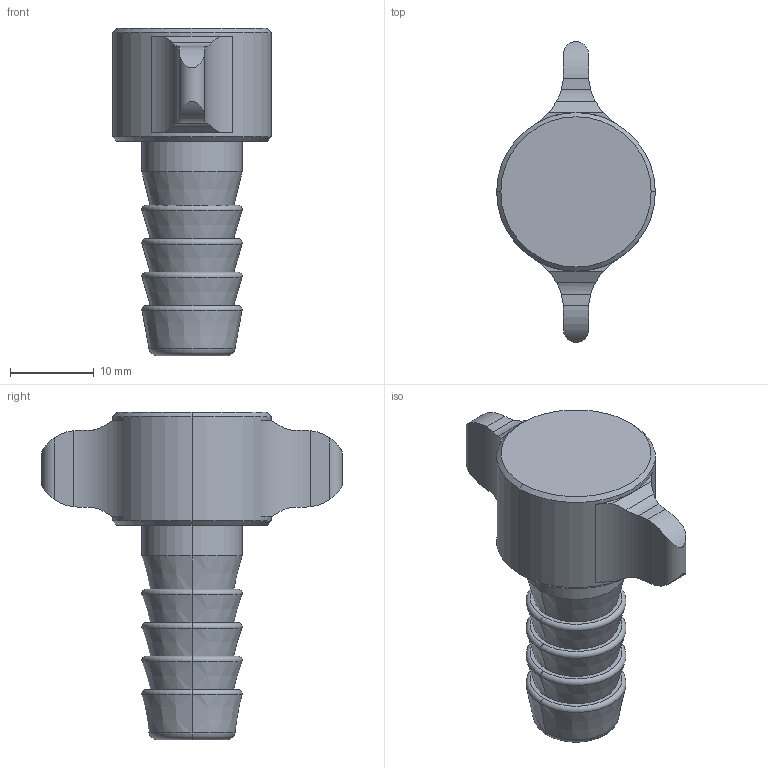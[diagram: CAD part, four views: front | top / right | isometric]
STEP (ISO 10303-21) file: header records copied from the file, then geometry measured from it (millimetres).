
FILE_DESCRIPTION (( 'STEP AP203' ), '1' );
FILE_NAME ('[STEP]TJ-5.STEP', '2024-03-04T05:38:15', ( '' ), ( '' ), 'SwSTEP 2.0', 'SolidWorks 2019', '' );
FILE_SCHEMA (( 'CONFIG_CONTROL_DESIGN' ));
Length unit declared in the file: millimetre
Products named in the file (1): [STEP]TJ-5
Bounding box: 19 x 36 x 39.2 mm (x, y, z)
Volume: 6939.1 mm3; surface area: 2659.6 mm2
Topology: 1 solids, 1 shells, 71 faces, 164 edges, 102 vertices
Faces by surface type: plane 27, cylinder 18, cone 14, torus 12
Entity records: 2229 total; most frequent: CARTESIAN_POINT 526, DIRECTION 366, ORIENTED_EDGE 328, EDGE_CURVE 164, AXIS2_PLACEMENT_3D 158, VERTEX_POINT 102, CIRCLE 86, EDGE_LOOP 78
